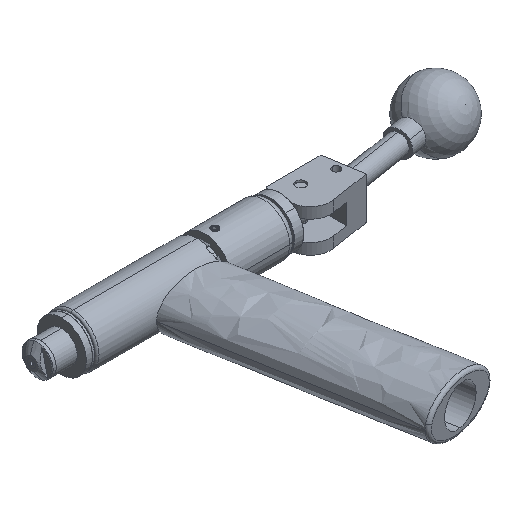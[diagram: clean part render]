
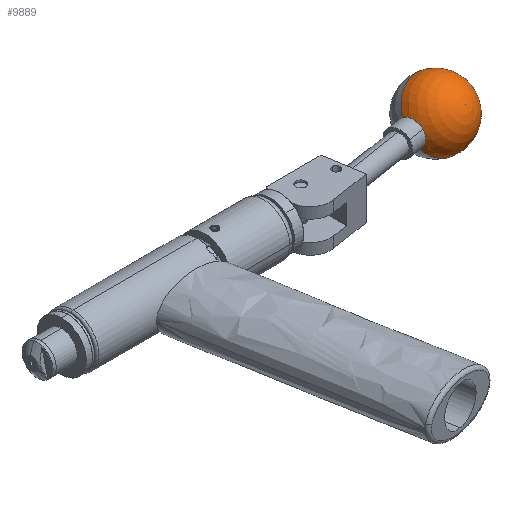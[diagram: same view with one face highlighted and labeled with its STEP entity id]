
A CAD part, isometric view. The second image highlights one B-rep face of the part: STEP entity #9889.
In plain terms, the highlighted spherical face has radius 15.875 mm.
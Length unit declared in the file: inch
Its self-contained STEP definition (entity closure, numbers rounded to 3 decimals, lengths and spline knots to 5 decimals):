
#1208 = DIRECTION ( 'NONE',  ( 0.127, -0.801, 0.585 ) ) ;
#1709 = VERTEX_POINT ( 'NONE', #3927 ) ;
#1898 = AXIS2_PLACEMENT_3D ( 'NONE', #10357, #14396, #5419 ) ;
#2580 = CARTESIAN_POINT ( 'NONE',  ( 7.15539, 0.28004, 0. ) ) ;
#3254 = DIRECTION ( 'NONE',  ( 0.127, -0.801, 0.585 ) ) ;
#3328 = CIRCLE ( 'NONE', #13727, 0.625 ) ;
#3790 = DIRECTION ( 'NONE',  ( -0.127, 0.801, -0.585 ) ) ;
#3927 = CARTESIAN_POINT ( 'NONE',  ( 7.7727, 0.37782, 0. ) ) ;
#4986 = AXIS2_PLACEMENT_3D ( 'NONE', #7884, #6522, #1208 ) ;
#5001 = ORIENTED_EDGE ( 'NONE', *, *, #11316, .T. ) ;
#5419 = DIRECTION ( 'NONE',  ( 0.092, -0.578, -0.811 ) ) ;
#6319 = DIRECTION ( 'NONE',  ( 0.127, -0.801, 0.585 ) ) ;
#6522 = DIRECTION ( 'NONE',  ( 0.988, 0.156, 0. ) ) ;
#6802 = VERTEX_POINT ( 'NONE', #9854 ) ;
#7267 = CIRCLE ( 'NONE', #8359, 0.25 ) ;
#7279 = CARTESIAN_POINT ( 'NONE',  ( 7.15539, 0.28004, 0. ) ) ;
#7884 = CARTESIAN_POINT ( 'NONE',  ( 6.58962, 0.19044, 0. ) ) ;
#8041 = SPHERICAL_SURFACE ( 'NONE', #1898, 0.625 ) ;
#8278 = CARTESIAN_POINT ( 'NONE',  ( 6.62134, -0.00981, 0.14627 ) ) ;
#8359 = AXIS2_PLACEMENT_3D ( 'NONE', #10158, #15305, #6319 ) ;
#8469 = ORIENTED_EDGE ( 'NONE', *, *, #12582, .F. ) ;
#8653 = DIRECTION ( 'NONE',  ( 0., -0.59, -0.808 ) ) ;
#9780 = VERTEX_POINT ( 'NONE', #11392 ) ;
#9854 = CARTESIAN_POINT ( 'NONE',  ( 6.56674, 0.3349, 0.20274 ) ) ;
#9889 = ADVANCED_FACE ( 'NONE', ( #10442 ), #8041, .T. ) ;
#10158 = CARTESIAN_POINT ( 'NONE',  ( 6.58962, 0.19044, 0. ) ) ;
#10202 = DIRECTION ( 'NONE',  ( 0., 0.59, 0.808 ) ) ;
#10270 = VERTEX_POINT ( 'NONE', #8278 ) ;
#10357 = CARTESIAN_POINT ( 'NONE',  ( 7.15539, 0.28004, 0. ) ) ;
#10442 = FACE_OUTER_BOUND ( 'NONE', #15754, .T. ) ;
#10841 = CIRCLE ( 'NONE', #11908, 0.625 ) ;
#11204 = ORIENTED_EDGE ( 'NONE', *, *, #16651, .T. ) ;
#11316 = EDGE_CURVE ( 'NONE', #10270, #9780, #7267, .T. ) ;
#11392 = CARTESIAN_POINT ( 'NONE',  ( 6.6125, 0.04597, -0.20274 ) ) ;
#11908 = AXIS2_PLACEMENT_3D ( 'NONE', #2580, #3790, #10202 ) ;
#12326 = CIRCLE ( 'NONE', #4986, 0.25 ) ;
#12582 = EDGE_CURVE ( 'NONE', #1709, #9780, #10841, .T. ) ;
#13727 = AXIS2_PLACEMENT_3D ( 'NONE', #7279, #3254, #8653 ) ;
#14233 = ORIENTED_EDGE ( 'NONE', *, *, #16818, .T. ) ;
#14396 = DIRECTION ( 'NONE',  ( 0.127, -0.801, 0.585 ) ) ;
#15305 = DIRECTION ( 'NONE',  ( 0.988, 0.156, 0. ) ) ;
#15754 = EDGE_LOOP ( 'NONE', ( #8469, #14233, #11204, #5001 ) ) ;
#16651 = EDGE_CURVE ( 'NONE', #6802, #10270, #12326, .T. ) ;
#16818 = EDGE_CURVE ( 'NONE', #1709, #6802, #3328, .T. ) ;
